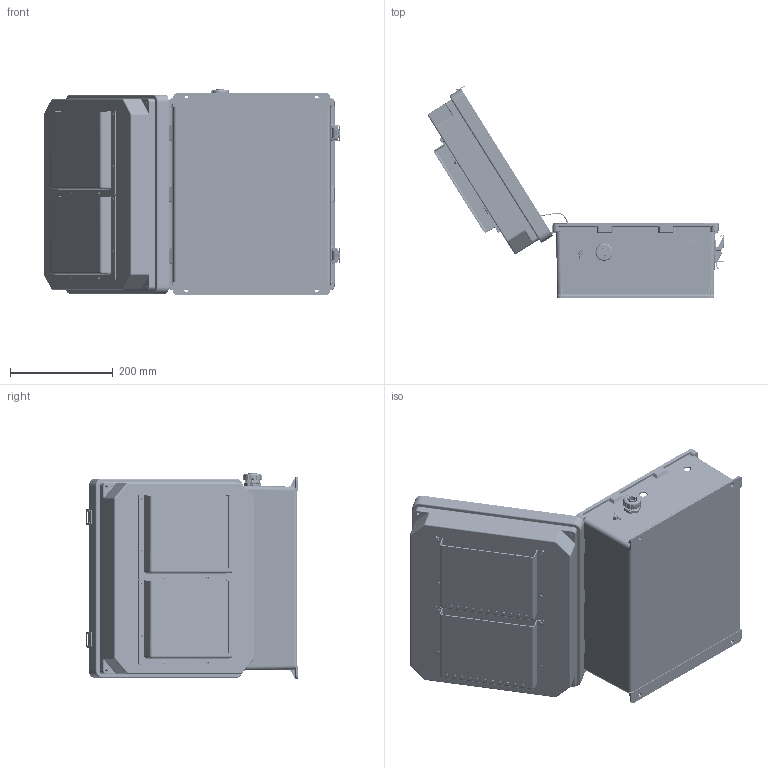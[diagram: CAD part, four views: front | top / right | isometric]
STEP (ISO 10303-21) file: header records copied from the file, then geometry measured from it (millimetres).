
FILE_DESCRIPTION (( 'STEP AP214' ), '1' );
FILE_NAME ('TEF141207-50F.STEP', '2018-11-20T19:51:46', ( '' ), ( '' ), 'SwSTEP 2.0', 'SolidWorks 2017', '' );
FILE_SCHEMA (( 'AUTOMOTIVE_DESIGN' ));
Length unit declared in the file: inch
Products named in the file (28): NB141207-DoorClasp-2; FanWire-14-40F; NB141207-DoorClasp-1; XMH-0002; NB141207-Lid-Vented; Fan Screen-120x120 ALUM; NB141207-Hinge; XFN-0002; NB141207-Box; XM220-01-UL; NEMA 14-400 GroundWire; TEF141207-50F; XF797-02; XFS-0017; 10-32 NEMA PLATE SCREW; XFN-0013; XCTB-0002; XCT-0011; XCT-0010; XF451-01; XFW-0002; XFN-0003; XCT-0005; XFS-0023_92470A148; XFS-0026; XFS-0024_90184A168; XC-0003; XFR-0005
Assembly tree (63 placements, depth 2):
  TEF141207-50F
    NB141207-Box
    NB141207-Hinge  x2
    NB141207-Lid-Vented
    NB141207-DoorClasp-1  x2
    NB141207-DoorClasp-2  x2
    XC-0003
    XFS-0026
    XCT-0005
    XFN-0003  x2
    XFW-0002
    XF451-01
    XCT-0010
    XCT-0011
    XCTB-0002
    XFN-0013  x2
    10-32 NEMA PLATE SCREW  x4
    XFS-0017  x3
    XF797-02
    NEMA 14-400 GroundWire
    XM220-01-UL  x2
    XFN-0002  x8
    Fan Screen-120x120 ALUM  x2
    XMH-0002
    FanWire-14-40F
    XFR-0005  x12
    XFS-0024_90184A168  x4
    XFS-0023_92470A148  x4
Bounding box: 578.07 x 413.05 x 402.37 mm (x, y, z)
Volume: 2526399.7 mm3; surface area: 1665089.2 mm2
Topology: 70 solids, 71 shells, 4768 faces, 12968 edges, 8371 vertices
Faces by surface type: cylinder 1806, plane 1659, bspline 577, cone 421, torus 269, sphere 36
Full cylindrical faces by diameter (mm): 0.269 x546, 1.778 x12, 2.705 x16, 3.15 x4, 3.175 x28, 3.302 x4, 3.378 x20, 3.411 x4, 3.556 x9, 3.607 x1, 3.683 x2, 3.934 x1, 3.962 x2, 4.064 x4, 4.496 x24, 4.572 x2, 5.004 x1, 5.182 x1, 5.3 x2, 5.436 x8, 5.639 x1, 6.35 x4, 6.5 x4, 6.655 x15, 6.667 x3, 7.163 x3, 7.62 x3, 8 x4, 8.928 x4, 9.22 x1
Entity records: 130156 total; most frequent: CARTESIAN_POINT 44938, ORIENTED_EDGE 14456, DIRECTION 13974, EDGE_CURVE 7228, AXIS2_PLACEMENT_3D 5358, VERTEX_POINT 4947, EDGE_LOOP 4547, FACE_OUTER_BOUND 3539
